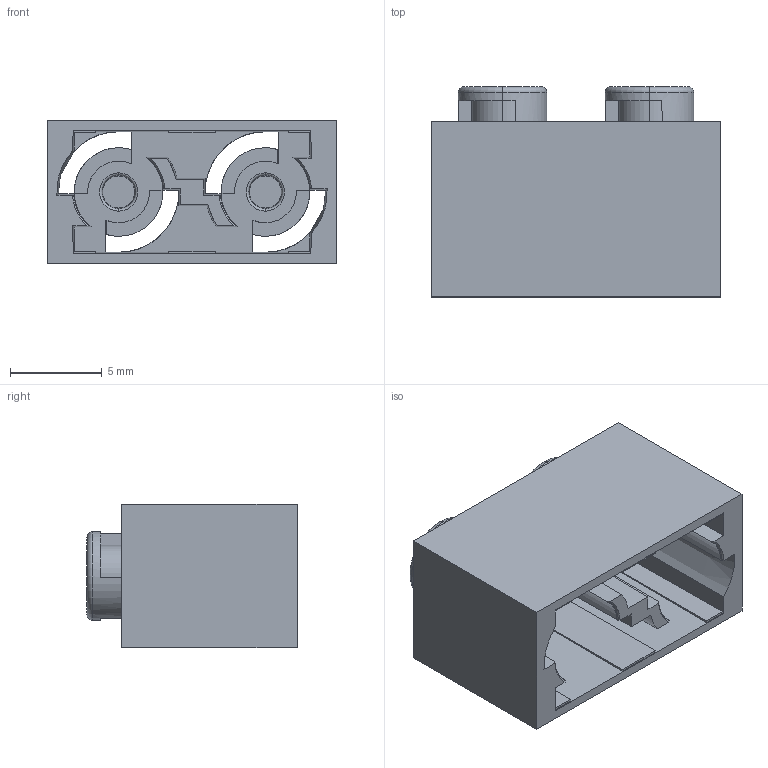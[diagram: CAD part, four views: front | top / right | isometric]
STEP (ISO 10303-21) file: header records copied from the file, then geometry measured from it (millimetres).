
FILE_DESCRIPTION (( 'STEP AP214' ), '1' );
FILE_NAME ('BuildUponsBridgeBrickV3R3.STEP', '2017-04-04T20:28:03', ( 'Jason' ), ( '' ), 'SwSTEP 2.0', 'SolidWorks 2013', '' );
FILE_SCHEMA (( 'AUTOMOTIVE_DESIGN' ));
Length unit declared in the file: inch
Products named in the file (1): BuildUponsBridgeBrickV3R3
Bounding box: 15.8 x 11.45 x 7.8 mm (x, y, z)
Volume: 491.6 mm3; surface area: 1292.9 mm2
Topology: 1 solids, 1 shells, 103 faces, 302 edges, 198 vertices
Faces by surface type: plane 63, cone 14, cylinder 14, torus 12
Entity records: 3550 total; most frequent: CARTESIAN_POINT 802, ORIENTED_EDGE 604, DIRECTION 544, EDGE_CURVE 302, VERTEX_POINT 198, AXIS2_PLACEMENT_3D 188, LINE 168, VECTOR 168
